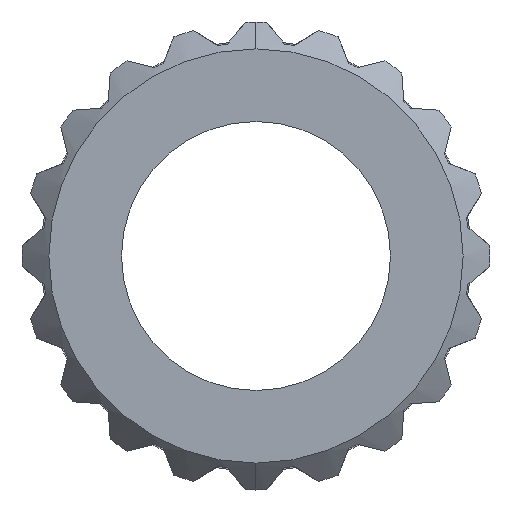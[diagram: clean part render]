
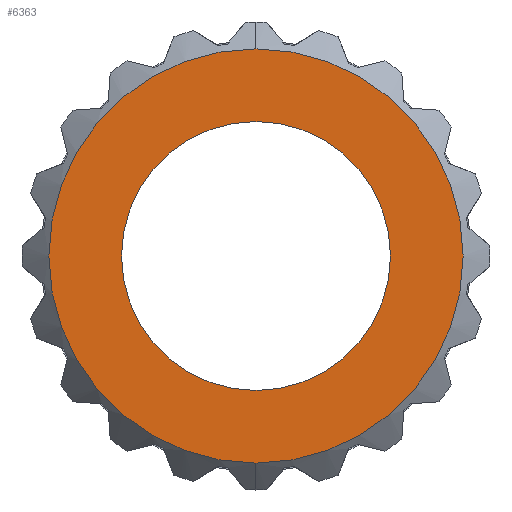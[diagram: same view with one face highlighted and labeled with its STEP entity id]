
A CAD part, left-side view. The second image highlights one B-rep face of the part: STEP entity #6363.
In plain terms, the highlighted planar face has unit normal (-1, 0, 0).
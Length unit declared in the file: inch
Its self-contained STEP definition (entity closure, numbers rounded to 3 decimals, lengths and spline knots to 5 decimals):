
#490 = EDGE_CURVE ( 'NONE', #4357, #5051, #4059, .T. ) ;
#1019 = CIRCLE ( 'NONE', #8073, 0.385 ) ;
#2117 = EDGE_CURVE ( 'NONE', #5029, #4375, #1019, .T. ) ;
#2227 = AXIS2_PLACEMENT_3D ( 'NONE', #8543, #8548, #8549 ) ;
#2292 = AXIS2_PLACEMENT_3D ( 'NONE', #7222, #7223, #7224 ) ;
#2298 = AXIS2_PLACEMENT_3D ( 'NONE', #7254, #7255, #7256 ) ;
#2719 = FACE_OUTER_BOUND ( 'NONE', #2773, .T. ) ;
#2722 = FACE_BOUND ( 'NONE', #3687, .T. ) ;
#2773 = EDGE_LOOP ( 'NONE', ( #4006, #4007 ) ) ;
#3381 = CIRCLE ( 'NONE', #2292, 0.25 ) ;
#3391 = CIRCLE ( 'NONE', #2298, 0.385 ) ;
#3687 = EDGE_LOOP ( 'NONE', ( #4004, #4005 ) ) ;
#3769 = DIRECTION ( 'NONE',  ( 0., 0., 1. ) ) ;
#3770 = DIRECTION ( 'NONE',  ( -1., 0., 0. ) ) ;
#3772 = CARTESIAN_POINT ( 'NONE',  ( 0.05433, 0., 0. ) ) ;
#4004 = ORIENTED_EDGE ( 'NONE', *, *, #490, .F. ) ;
#4005 = ORIENTED_EDGE ( 'NONE', *, *, #6935, .F. ) ;
#4006 = ORIENTED_EDGE ( 'NONE', *, *, #2117, .T. ) ;
#4007 = ORIENTED_EDGE ( 'NONE', *, *, #6944, .T. ) ;
#4059 = CIRCLE ( 'NONE', #7012, 0.25 ) ;
#4277 = DIRECTION ( 'NONE',  ( -1., 0., 0. ) ) ;
#4282 = DIRECTION ( 'NONE',  ( 0., 0., 1. ) ) ;
#4308 = CARTESIAN_POINT ( 'NONE',  ( 0.05433, 0., 0. ) ) ;
#4357 = VERTEX_POINT ( 'NONE', #9685 ) ;
#4375 = VERTEX_POINT ( 'NONE', #9703 ) ;
#5029 = VERTEX_POINT ( 'NONE', #7440 ) ;
#5051 = VERTEX_POINT ( 'NONE', #7476 ) ;
#6363 = ADVANCED_FACE ( 'NONE', ( #2722, #2719 ), #8546, .F. ) ;
#6935 = EDGE_CURVE ( 'NONE', #5051, #4357, #3381, .T. ) ;
#6944 = EDGE_CURVE ( 'NONE', #4375, #5029, #3391, .T. ) ;
#7012 = AXIS2_PLACEMENT_3D ( 'NONE', #4308, #4277, #4282 ) ;
#7222 = CARTESIAN_POINT ( 'NONE',  ( 0.05433, 0., 0. ) ) ;
#7223 = DIRECTION ( 'NONE',  ( -1., 0., 0. ) ) ;
#7224 = DIRECTION ( 'NONE',  ( 0., 0., 1. ) ) ;
#7254 = CARTESIAN_POINT ( 'NONE',  ( 0.05433, 0., 0. ) ) ;
#7255 = DIRECTION ( 'NONE',  ( -1., 0., 0. ) ) ;
#7256 = DIRECTION ( 'NONE',  ( 0., 0., 1. ) ) ;
#7440 = CARTESIAN_POINT ( 'NONE',  ( 0.05433, 0., -0.385 ) ) ;
#7476 = CARTESIAN_POINT ( 'NONE',  ( 0.05433, 0., -0.25 ) ) ;
#8073 = AXIS2_PLACEMENT_3D ( 'NONE', #3772, #3770, #3769 ) ;
#8543 = CARTESIAN_POINT ( 'NONE',  ( 0.05433, 0.25, 0. ) ) ;
#8546 = PLANE ( 'NONE',  #2227 ) ;
#8548 = DIRECTION ( 'NONE',  ( 1., 0., 0. ) ) ;
#8549 = DIRECTION ( 'NONE',  ( 0., 0., -1. ) ) ;
#9685 = CARTESIAN_POINT ( 'NONE',  ( 0.05433, 0., 0.25 ) ) ;
#9703 = CARTESIAN_POINT ( 'NONE',  ( 0.05433, 0., 0.385 ) ) ;
